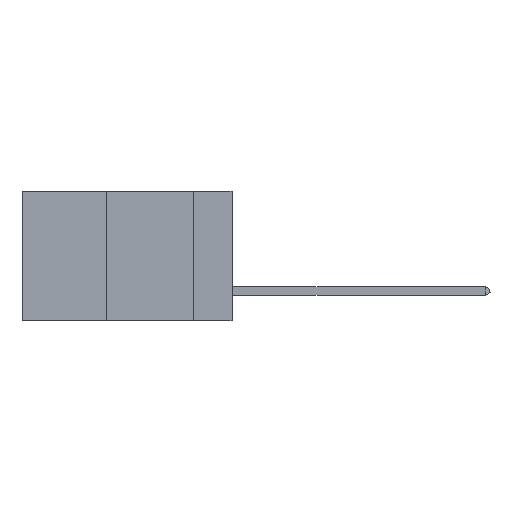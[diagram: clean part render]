
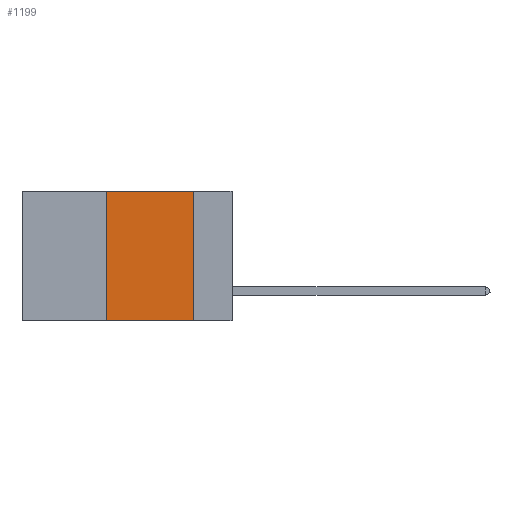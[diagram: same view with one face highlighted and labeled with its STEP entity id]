
A CAD part, left-side view. The second image highlights one B-rep face of the part: STEP entity #1199.
In plain terms, the highlighted planar face has unit normal (-1, 0, 0).
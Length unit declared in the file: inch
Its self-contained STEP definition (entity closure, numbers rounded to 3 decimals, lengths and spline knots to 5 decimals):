
#88 = DIRECTION ( 'NONE',  ( 1., 0., 0. ) ) ;
#439 = CARTESIAN_POINT ( 'NONE',  ( 0., 0.11, -0.37 ) ) ;
#643 = EDGE_CURVE ( 'NONE', #1137, #7133, #13551, .T. ) ;
#792 = CARTESIAN_POINT ( 'NONE',  ( 0., 0.11, 0. ) ) ;
#1137 = VERTEX_POINT ( 'NONE', #2145 ) ;
#1199 = ADVANCED_FACE ( 'NONE', ( #3927 ), #5723, .F. ) ;
#2145 = CARTESIAN_POINT ( 'NONE',  ( 0., 0.36, -0.37 ) ) ;
#2153 = LINE ( 'NONE', #11935, #4799 ) ;
#2305 = VECTOR ( 'NONE', #14128, 39.37008 ) ;
#2645 = CARTESIAN_POINT ( 'NONE',  ( 0., 0.36, 0. ) ) ;
#2798 = VERTEX_POINT ( 'NONE', #8325 ) ;
#3633 = CARTESIAN_POINT ( 'NONE',  ( 0., 0.6, -0.37 ) ) ;
#3715 = LINE ( 'NONE', #13225, #2305 ) ;
#3927 = FACE_OUTER_BOUND ( 'NONE', #9151, .T. ) ;
#3967 = DIRECTION ( 'NONE',  ( 0., 0., 1. ) ) ;
#4799 = VECTOR ( 'NONE', #7429, 39.37008 ) ;
#5473 = EDGE_CURVE ( 'NONE', #1137, #2798, #7192, .T. ) ;
#5723 = PLANE ( 'NONE',  #12426 ) ;
#6098 = VERTEX_POINT ( 'NONE', #792 ) ;
#6278 = ORIENTED_EDGE ( 'NONE', *, *, #12770, .F. ) ;
#6724 = ORIENTED_EDGE ( 'NONE', *, *, #5473, .F. ) ;
#7082 = VECTOR ( 'NONE', #8241, 39.37008 ) ;
#7133 = VERTEX_POINT ( 'NONE', #439 ) ;
#7192 = LINE ( 'NONE', #2645, #10870 ) ;
#7429 = DIRECTION ( 'NONE',  ( 0., 0., -1. ) ) ;
#8241 = DIRECTION ( 'NONE',  ( 0., -1., 0. ) ) ;
#8325 = CARTESIAN_POINT ( 'NONE',  ( 0., 0.36, 0. ) ) ;
#9151 = EDGE_LOOP ( 'NONE', ( #12970, #6278, #6724, #12234 ) ) ;
#10074 = CARTESIAN_POINT ( 'NONE',  ( 0., 0.6, 0. ) ) ;
#10870 = VECTOR ( 'NONE', #3967, 39.37008 ) ;
#11574 = EDGE_CURVE ( 'NONE', #6098, #7133, #2153, .T. ) ;
#11935 = CARTESIAN_POINT ( 'NONE',  ( 0., 0.11, 0. ) ) ;
#12234 = ORIENTED_EDGE ( 'NONE', *, *, #643, .T. ) ;
#12426 = AXIS2_PLACEMENT_3D ( 'NONE', #10074, #88, #13589 ) ;
#12770 = EDGE_CURVE ( 'NONE', #2798, #6098, #3715, .T. ) ;
#12970 = ORIENTED_EDGE ( 'NONE', *, *, #11574, .F. ) ;
#13225 = CARTESIAN_POINT ( 'NONE',  ( 0., 0.6, 0. ) ) ;
#13551 = LINE ( 'NONE', #3633, #7082 ) ;
#13589 = DIRECTION ( 'NONE',  ( 0., 0., -1. ) ) ;
#14128 = DIRECTION ( 'NONE',  ( 0., -1., 0. ) ) ;
